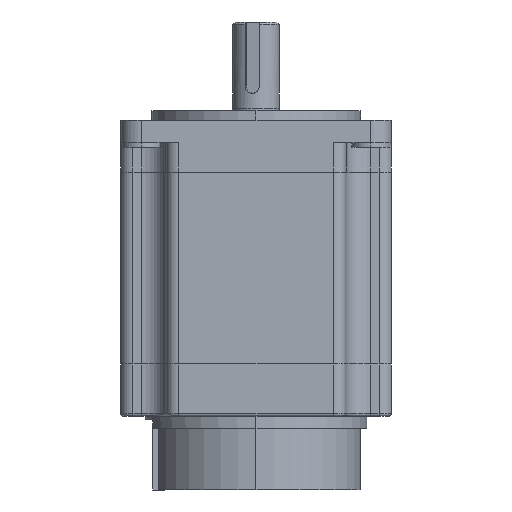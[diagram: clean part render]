
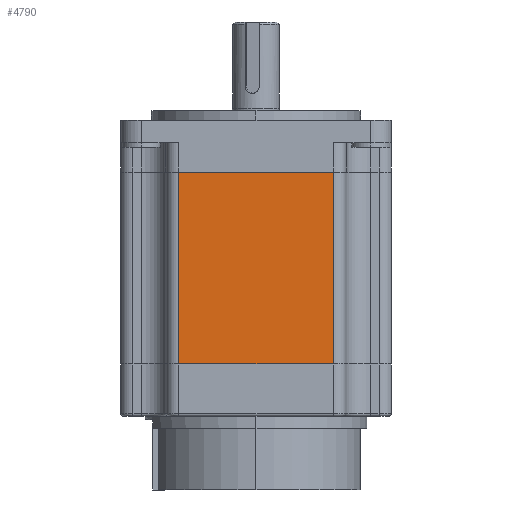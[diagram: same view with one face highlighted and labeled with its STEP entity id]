
A CAD part, left-side view. The second image highlights one B-rep face of the part: STEP entity #4790.
In plain terms, the highlighted planar face has unit normal (-1, 0, 0).
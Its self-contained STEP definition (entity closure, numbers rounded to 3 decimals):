
#337 = VECTOR ( 'NONE', #9937, 1000. ) ;
#563 = CARTESIAN_POINT ( 'NONE',  ( -55., -31.483, 78. ) ) ;
#1024 = EDGE_CURVE ( 'NONE', #5767, #22117, #13712, .T. ) ;
#1330 = EDGE_CURVE ( 'NONE', #13448, #22117, #18821, .T. ) ;
#2058 = CARTESIAN_POINT ( 'NONE',  ( -55., -31.483, 0. ) ) ;
#2067 = CARTESIAN_POINT ( 'NONE',  ( -55., 31.483, 78. ) ) ;
#2691 = FACE_OUTER_BOUND ( 'NONE', #17880, .T. ) ;
#2785 = VECTOR ( 'NONE', #3292, 1000. ) ;
#3292 = DIRECTION ( 'NONE',  ( 0., 0., -1. ) ) ;
#4561 = CARTESIAN_POINT ( 'NONE',  ( -55., -31.483, 0. ) ) ;
#4790 = ADVANCED_FACE ( 'NONE', ( #2691 ), #20497, .F. ) ;
#5767 = VERTEX_POINT ( 'NONE', #563 ) ;
#8186 = CARTESIAN_POINT ( 'NONE',  ( -55., -31.483, 78. ) ) ;
#8222 = LINE ( 'NONE', #19689, #2785 ) ;
#9601 = DIRECTION ( 'NONE',  ( 0., 0., -1. ) ) ;
#9937 = DIRECTION ( 'NONE',  ( 0., -1., 0. ) ) ;
#10250 = DIRECTION ( 'NONE',  ( 1., 0., 0. ) ) ;
#11194 = LINE ( 'NONE', #20265, #337 ) ;
#11258 = CARTESIAN_POINT ( 'NONE',  ( -55., 31.483, 0. ) ) ;
#13448 = VERTEX_POINT ( 'NONE', #11258 ) ;
#13712 = LINE ( 'NONE', #23977, #19155 ) ;
#17880 = EDGE_LOOP ( 'NONE', ( #23195, #20641, #24317, #21445 ) ) ;
#18821 = LINE ( 'NONE', #4561, #23678 ) ;
#19155 = VECTOR ( 'NONE', #9601, 1000. ) ;
#19689 = CARTESIAN_POINT ( 'NONE',  ( -55., 31.483, 78. ) ) ;
#20265 = CARTESIAN_POINT ( 'NONE',  ( -55., -31.483, 78. ) ) ;
#20497 = PLANE ( 'NONE',  #26452 ) ;
#20641 = ORIENTED_EDGE ( 'NONE', *, *, #1024, .F. ) ;
#21009 = DIRECTION ( 'NONE',  ( 0., -1., 0. ) ) ;
#21445 = ORIENTED_EDGE ( 'NONE', *, *, #26612, .T. ) ;
#22117 = VERTEX_POINT ( 'NONE', #2058 ) ;
#23195 = ORIENTED_EDGE ( 'NONE', *, *, #1330, .T. ) ;
#23678 = VECTOR ( 'NONE', #21009, 1000. ) ;
#23977 = CARTESIAN_POINT ( 'NONE',  ( -55., -31.483, 78. ) ) ;
#24317 = ORIENTED_EDGE ( 'NONE', *, *, #24597, .F. ) ;
#24597 = EDGE_CURVE ( 'NONE', #24660, #5767, #11194, .T. ) ;
#24617 = DIRECTION ( 'NONE',  ( 0., 1., 0. ) ) ;
#24660 = VERTEX_POINT ( 'NONE', #2067 ) ;
#26452 = AXIS2_PLACEMENT_3D ( 'NONE', #8186, #10250, #24617 ) ;
#26612 = EDGE_CURVE ( 'NONE', #24660, #13448, #8222, .T. ) ;
